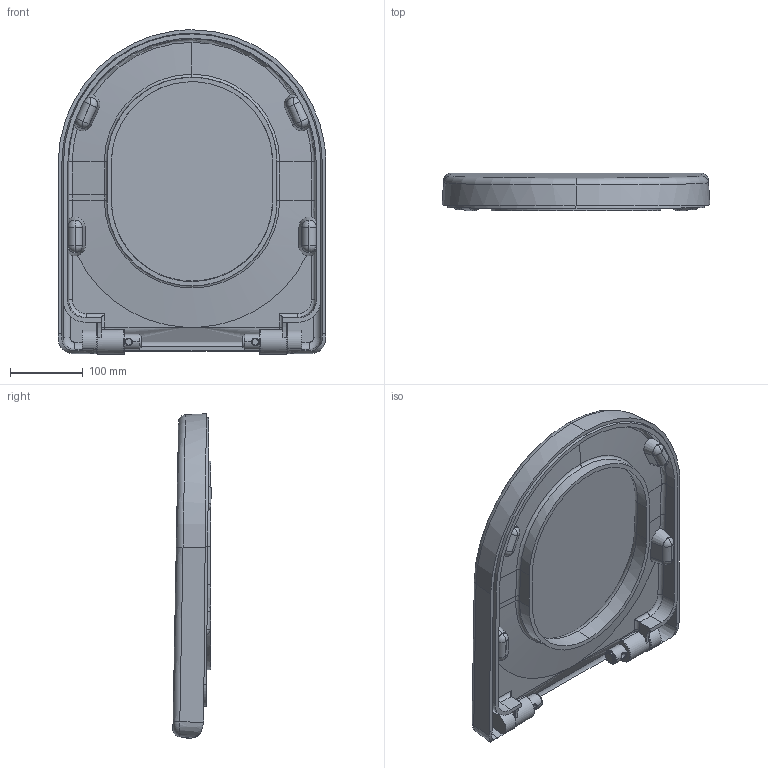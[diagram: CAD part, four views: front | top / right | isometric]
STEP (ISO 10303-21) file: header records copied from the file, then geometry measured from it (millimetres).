
FILE_DESCRIPTION (( 'STEP AP214' ), '1' );
FILE_NAME ('66101_STEP_v10420.STEP', '2021-04-09T07:54:03', ( '' ), ( '' ), 'SwSTEP 2.0', 'SolidWorks 2019', '' );
FILE_SCHEMA (( 'AUTOMOTIVE_DESIGN' ));
Length unit declared in the file: millimetre
Products named in the file (1): 66101_STEP_v10420
Bounding box: 368.88 x 52.58 x 446.67 mm (x, y, z)
Volume: 1858111.6 mm3; surface area: 654393.2 mm2
Topology: 6 solids, 6 shells, 285 faces, 706 edges, 440 vertices
Faces by surface type: cylinder 83, plane 76, torus 62, bspline 32, cone 30, sphere 2
Entity records: 14333 total; most frequent: CARTESIAN_POINT 4609, ORIENTED_EDGE 1404, DIRECTION 1342, EDGE_CURVE 702, AXIS2_PLACEMENT_3D 550, VERTEX_POINT 438, EDGE_LOOP 300, CIRCLE 296
